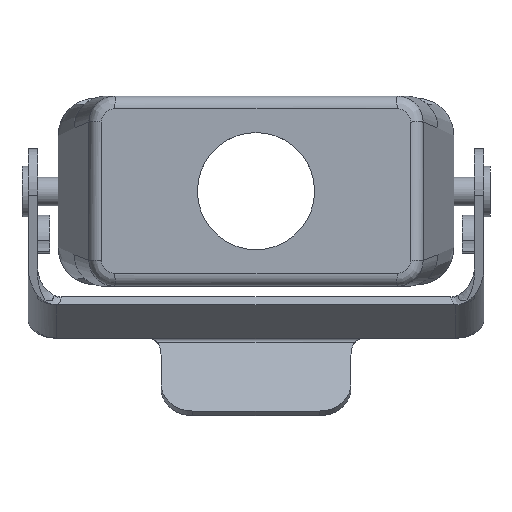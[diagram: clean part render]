
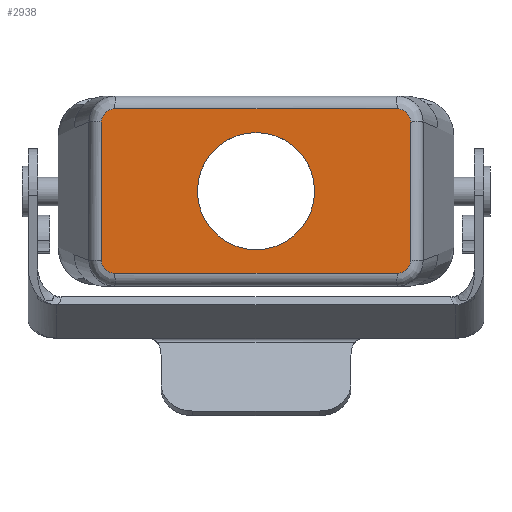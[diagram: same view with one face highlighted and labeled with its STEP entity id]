
A CAD part, top view. The second image highlights one B-rep face of the part: STEP entity #2938.
In plain terms, the highlighted planar face has unit normal (0, 0, 1).
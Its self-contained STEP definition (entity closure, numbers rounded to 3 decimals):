
#2272=FACE_BOUND('',#3849,.T.);
#2273=FACE_BOUND('',#3850,.T.);
#2420=CIRCLE('',#8643,9.25);
#2624=B_SPLINE_CURVE_WITH_KNOTS('',3,(#11471,#11472,#11473,#11474,#11475,
#11476,#11477),.UNSPECIFIED.,.F.,.F.,(4,3,4),(0.,0.365,1.),
 .UNSPECIFIED.);
#2628=B_SPLINE_CURVE_WITH_KNOTS('',3,(#11663,#11664,#11665,#11666,#11667,
#11668,#11669),.UNSPECIFIED.,.F.,.F.,(4,3,4),(0.,0.635,1.),
 .UNSPECIFIED.);
#2645=B_SPLINE_CURVE_WITH_KNOTS('',3,(#12165,#12166,#12167,#12168,#12169,
#12170,#12171),.UNSPECIFIED.,.F.,.F.,(4,3,4),(0.,0.635,1.),
 .UNSPECIFIED.);
#2651=B_SPLINE_CURVE_WITH_KNOTS('',3,(#12353,#12354,#12355,#12356,#12357,
#12358,#12359),.UNSPECIFIED.,.F.,.F.,(4,3,4),(0.,0.365,1.),
 .UNSPECIFIED.);
#2938=ADVANCED_FACE('',(#2272,#2273),#3278,.T.);
#3278=PLANE('',#8644);
#3849=EDGE_LOOP('',(#4683));
#3850=EDGE_LOOP('',(#4684,#4685,#4686,#4687,#4688,#4689,#4690,#4691));
#4683=ORIENTED_EDGE('',*,*,#7007,.T.);
#4684=ORIENTED_EDGE('',*,*,#6999,.T.);
#4685=ORIENTED_EDGE('',*,*,#6997,.T.);
#4686=ORIENTED_EDGE('',*,*,#7008,.F.);
#4687=ORIENTED_EDGE('',*,*,#6931,.F.);
#4688=ORIENTED_EDGE('',*,*,#6934,.F.);
#4689=ORIENTED_EDGE('',*,*,#6924,.F.);
#4690=ORIENTED_EDGE('',*,*,#6731,.F.);
#4691=ORIENTED_EDGE('',*,*,#7006,.T.);
#6116=VERTEX_POINT('',#10677);
#6118=VERTEX_POINT('',#10680);
#6268=VERTEX_POINT('',#11478);
#6273=VERTEX_POINT('',#11662);
#6274=VERTEX_POINT('',#11670);
#6314=VERTEX_POINT('',#12164);
#6315=VERTEX_POINT('',#12172);
#6316=VERTEX_POINT('',#12270);
#6319=VERTEX_POINT('',#12451);
#6731=EDGE_CURVE('',#6116,#6118,#7647,.T.);
#6924=EDGE_CURVE('',#6118,#6268,#2624,.T.);
#6931=EDGE_CURVE('',#6273,#6274,#2628,.T.);
#6934=EDGE_CURVE('',#6268,#6273,#7729,.T.);
#6997=EDGE_CURVE('',#6315,#6314,#2645,.T.);
#6999=EDGE_CURVE('',#6316,#6315,#7764,.T.);
#7006=EDGE_CURVE('',#6116,#6316,#2651,.T.);
#7007=EDGE_CURVE('',#6319,#6319,#2420,.T.);
#7008=EDGE_CURVE('',#6274,#6314,#7766,.T.);
#7647=LINE('',#10679,#8087);
#7729=LINE('',#11771,#8169);
#7764=LINE('',#12269,#8204);
#7766=LINE('',#12452,#8206);
#8087=VECTOR('',#9102,1.);
#8169=VECTOR('',#9352,1.);
#8204=VECTOR('',#9459,1.);
#8206=VECTOR('',#9467,1.);
#8643=AXIS2_PLACEMENT_3D('',#12450,#9465,#9466);
#8644=AXIS2_PLACEMENT_3D('',#12453,#9468,#9469);
#9102=DIRECTION('',(0.,1.,0.));
#9352=DIRECTION('',(1.,0.,0.));
#9459=DIRECTION('',(1.,0.,0.));
#9465=DIRECTION('',(0.,0.,-1.));
#9466=DIRECTION('',(-1.,0.,0.));
#9467=DIRECTION('',(0.,-1.,0.));
#9468=DIRECTION('',(0.,0.,1.));
#9469=DIRECTION('',(0.,1.,0.));
#10677=CARTESIAN_POINT('',(-24.41,-10.905,51.8));
#10679=CARTESIAN_POINT('',(-24.41,-1.,51.8));
#10680=CARTESIAN_POINT('',(-24.41,10.905,51.8));
#11471=CARTESIAN_POINT('',(-24.41,10.905,51.8));
#11472=CARTESIAN_POINT('',(-24.41,11.287,51.8));
#11473=CARTESIAN_POINT('',(-24.27,11.669,51.8));
#11474=CARTESIAN_POINT('',(-24.042,12.,51.8));
#11475=CARTESIAN_POINT('',(-23.644,12.577,51.8));
#11476=CARTESIAN_POINT('',(-22.977,13.,51.8));
#11477=CARTESIAN_POINT('',(-22.31,13.,51.8));
#11478=CARTESIAN_POINT('',(-22.31,13.,51.8));
#11662=CARTESIAN_POINT('',(22.31,13.,51.8));
#11663=CARTESIAN_POINT('',(22.31,13.,51.8));
#11664=CARTESIAN_POINT('',(22.977,13.,51.8));
#11665=CARTESIAN_POINT('',(23.644,12.577,51.8));
#11666=CARTESIAN_POINT('',(24.042,12.,51.8));
#11667=CARTESIAN_POINT('',(24.27,11.669,51.8));
#11668=CARTESIAN_POINT('',(24.41,11.287,51.8));
#11669=CARTESIAN_POINT('',(24.41,10.905,51.8));
#11670=CARTESIAN_POINT('',(24.41,10.905,51.8));
#11771=CARTESIAN_POINT('',(-22.31,13.,51.8));
#12164=CARTESIAN_POINT('',(24.41,-10.905,51.8));
#12165=CARTESIAN_POINT('',(22.31,-13.,51.8));
#12166=CARTESIAN_POINT('',(22.977,-13.,51.8));
#12167=CARTESIAN_POINT('',(23.644,-12.577,51.8));
#12168=CARTESIAN_POINT('',(24.042,-12.,51.8));
#12169=CARTESIAN_POINT('',(24.27,-11.669,51.8));
#12170=CARTESIAN_POINT('',(24.41,-11.287,51.8));
#12171=CARTESIAN_POINT('',(24.41,-10.905,51.8));
#12172=CARTESIAN_POINT('',(22.31,-13.,51.8));
#12269=CARTESIAN_POINT('',(-22.31,-13.,51.8));
#12270=CARTESIAN_POINT('',(-22.31,-13.,51.8));
#12353=CARTESIAN_POINT('',(-24.41,-10.905,51.8));
#12354=CARTESIAN_POINT('',(-24.41,-11.287,51.8));
#12355=CARTESIAN_POINT('',(-24.27,-11.669,51.8));
#12356=CARTESIAN_POINT('',(-24.042,-12.,51.8));
#12357=CARTESIAN_POINT('',(-23.644,-12.577,51.8));
#12358=CARTESIAN_POINT('',(-22.977,-13.,51.8));
#12359=CARTESIAN_POINT('',(-22.31,-13.,51.8));
#12450=CARTESIAN_POINT('',(0.,0.,51.8));
#12451=CARTESIAN_POINT('',(-9.25,0.,51.8));
#12452=CARTESIAN_POINT('',(24.41,-10.905,51.8));
#12453=CARTESIAN_POINT('',(27.248,-15.1,51.8));
